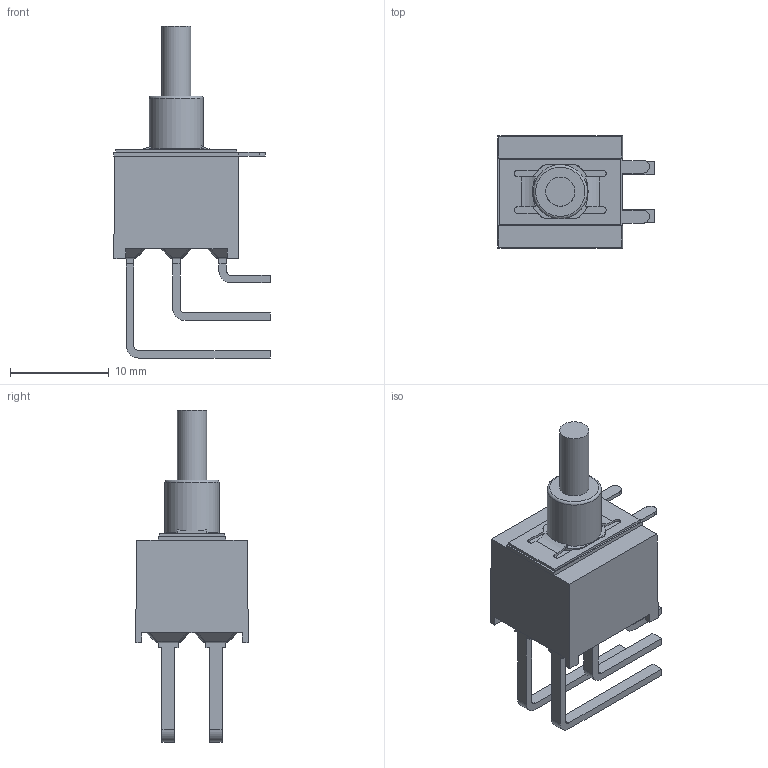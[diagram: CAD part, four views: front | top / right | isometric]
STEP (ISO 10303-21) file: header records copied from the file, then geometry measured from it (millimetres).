
FILE_DESCRIPTION(/* description */ (''),/* implementation_level */ '2;1');
FILE_NAME(/* name */ '700ADP7B21M7xE.stp',/* time_stamp */ '2025-12-22T17:09:42-06:00',/* author */ ('jmeyers'),/* organization */ (''),/* preprocessor_version */ 'ST-DEVELOPER v18.1',/* originating_system */ 'Autodesk Inventor 2022',/* authorisation */ '');
FILE_SCHEMA (('AUTOMOTIVE_DESIGN { 1 0 10303 214 3 1 1 }'));
Length unit declared in the file: inch
Products named in the file (1): Part60
Bounding box: 15.88 x 11.43 x 33.7 mm (x, y, z)
Volume: 1715 mm3; surface area: 1375.7 mm2
Topology: 1 solids, 3 shells, 274 faces, 716 edges, 435 vertices
Faces by surface type: plane 163, cylinder 86, sphere 24, torus 1
Full cylindrical faces by diameter (mm): 2.96 x1, 5.5 x1
Entity records: 8209 total; most frequent: CARTESIAN_POINT 1452, DIRECTION 1418, ORIENTED_EDGE 1384, EDGE_CURVE 692, LINE 500, VECTOR 500, AXIS2_PLACEMENT_3D 459, VERTEX_POINT 435
